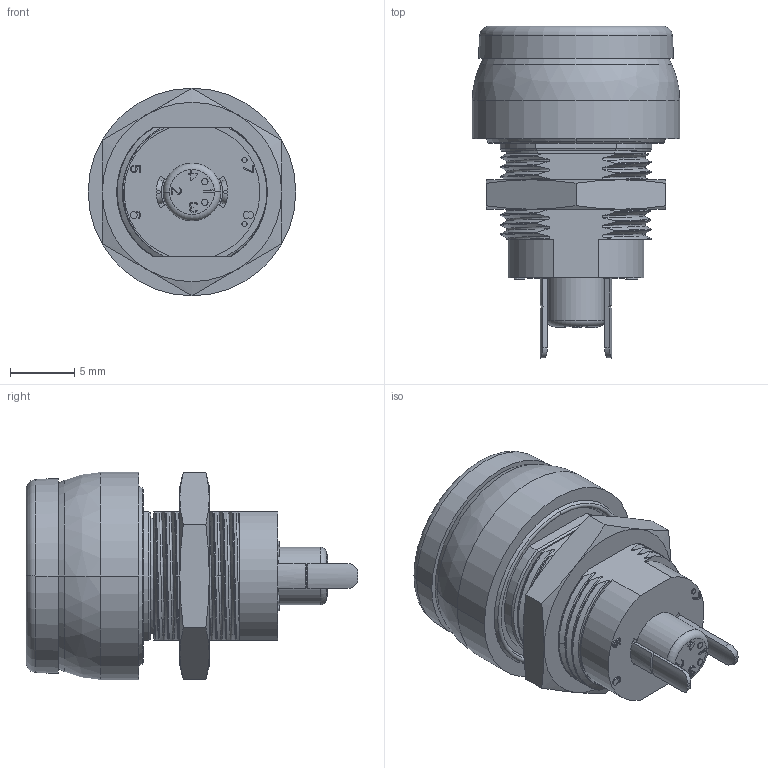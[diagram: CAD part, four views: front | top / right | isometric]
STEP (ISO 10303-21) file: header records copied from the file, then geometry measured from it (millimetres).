
FILE_DESCRIPTION((''),'2;1');
FILE_NAME('IG_F3_NON_LUMINEUX','2023-09-13T11:42:23',('nlebreton'),(''),'CREO PARAMETRIC BY PTC INC, 2022014','CREO PARAMETRIC BY PTC INC, 2022014','');
FILE_SCHEMA(('CONFIG_CONTROL_DESIGN'));
Length unit declared in the file: millimetre
Products named in the file (1): IG_F3_NON_LUMINEUX
Bounding box: 16.2 x 25.9 x 16.2 mm (x, y, z)
Volume: 2947.7 mm3; surface area: 1589.2 mm2
Topology: 1 solids, 1 shells, 454 faces, 1255 edges, 825 vertices
Faces by surface type: plane 297, bspline 95, cylinder 30, cone 26, torus 6
Entity records: 20411 total; most frequent: CARTESIAN_POINT 9604, ORIENTED_EDGE 2510, DIRECTION 1764, EDGE_CURVE 1255, VECTOR 836, LINE 836, VERTEX_POINT 825, EDGE_LOOP 476
